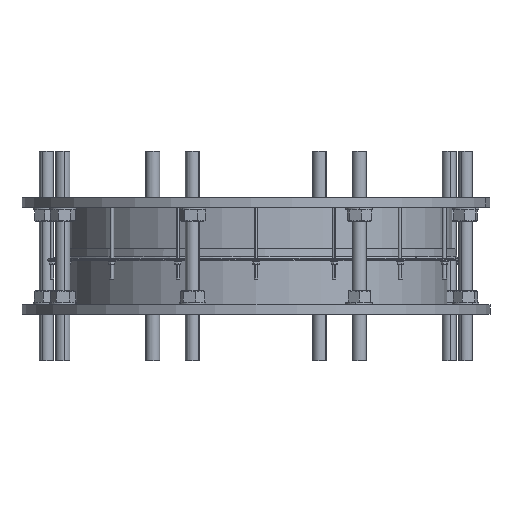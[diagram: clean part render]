
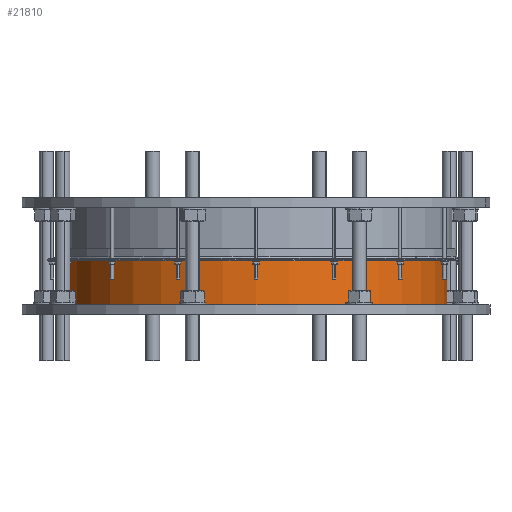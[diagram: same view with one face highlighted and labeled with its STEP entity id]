
A CAD part, front view. The second image highlights one B-rep face of the part: STEP entity #21810.
In plain terms, the highlighted cylindrical face has radius 606 mm (diameter 1212 mm), a partial arc.
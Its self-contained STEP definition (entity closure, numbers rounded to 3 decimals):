
#381 = EDGE_CURVE ( 'NONE', #1673, #1620, #2314, .T. ) ;
#894 = AXIS2_PLACEMENT_3D ( 'NONE', #24734, #24736, #24660 ) ;
#1620 = VERTEX_POINT ( 'NONE', #4229 ) ;
#1673 = VERTEX_POINT ( 'NONE', #4282 ) ;
#1676 = VERTEX_POINT ( 'NONE', #4285 ) ;
#1677 = VERTEX_POINT ( 'NONE', #4286 ) ;
#2314 = CIRCLE ( 'NONE', #894, 606. ) ;
#4229 = CARTESIAN_POINT ( 'NONE',  ( 606., 0., 170. ) ) ;
#4282 = CARTESIAN_POINT ( 'NONE',  ( -606., 0., 170. ) ) ;
#4285 = CARTESIAN_POINT ( 'NONE',  ( 606., 0., 30. ) ) ;
#4286 = CARTESIAN_POINT ( 'NONE',  ( -606., 0., 30. ) ) ;
#5865 = FACE_OUTER_BOUND ( 'NONE', #22723, .T. ) ;
#5902 = CYLINDRICAL_SURFACE ( 'NONE', #11471, 606. ) ;
#10682 = DIRECTION ( 'NONE',  ( -1., 0., 0. ) ) ;
#10684 = DIRECTION ( 'NONE',  ( 0., 0., -1. ) ) ;
#10686 = CARTESIAN_POINT ( 'NONE',  ( 0., 0., 280. ) ) ;
#11471 = AXIS2_PLACEMENT_3D ( 'NONE', #10686, #10684, #10682 ) ;
#12268 = AXIS2_PLACEMENT_3D ( 'NONE', #17904, #17905, #17906 ) ;
#13323 = LINE ( 'NONE', #14505, #13325 ) ;
#13325 = VECTOR ( 'NONE', #14502, 1000. ) ;
#13326 = LINE ( 'NONE', #14510, #13328 ) ;
#13328 = VECTOR ( 'NONE', #14506, 1000. ) ;
#14502 = DIRECTION ( 'NONE',  ( 0., 0., -1. ) ) ;
#14505 = CARTESIAN_POINT ( 'NONE',  ( 606., 0., 280. ) ) ;
#14506 = DIRECTION ( 'NONE',  ( 0., 0., -1. ) ) ;
#14510 = CARTESIAN_POINT ( 'NONE',  ( -606., 0., 280. ) ) ;
#14566 = ORIENTED_EDGE ( 'NONE', *, *, #27260, .T. ) ;
#14571 = ORIENTED_EDGE ( 'NONE', *, *, #25648, .T. ) ;
#14584 = ORIENTED_EDGE ( 'NONE', *, *, #381, .F. ) ;
#14589 = ORIENTED_EDGE ( 'NONE', *, *, #25646, .F. ) ;
#16005 = CIRCLE ( 'NONE', #12268, 606. ) ;
#17904 = CARTESIAN_POINT ( 'NONE',  ( 0., 0., 30. ) ) ;
#17905 = DIRECTION ( 'NONE',  ( 0., 0., 1. ) ) ;
#17906 = DIRECTION ( 'NONE',  ( 1., 0., 0. ) ) ;
#21810 = ADVANCED_FACE ( 'NONE', ( #5865 ), #5902, .T. ) ;
#22723 = EDGE_LOOP ( 'NONE', ( #14589, #14584, #14571, #14566 ) ) ;
#24660 = DIRECTION ( 'NONE',  ( 1., 0., 0. ) ) ;
#24734 = CARTESIAN_POINT ( 'NONE',  ( 0., 0., 170. ) ) ;
#24736 = DIRECTION ( 'NONE',  ( 0., 0., 1. ) ) ;
#25646 = EDGE_CURVE ( 'NONE', #1620, #1676, #13323, .T. ) ;
#25648 = EDGE_CURVE ( 'NONE', #1673, #1677, #13326, .T. ) ;
#27260 = EDGE_CURVE ( 'NONE', #1677, #1676, #16005, .T. ) ;
